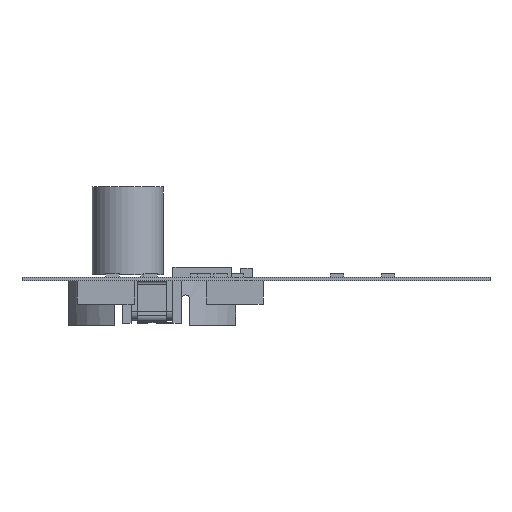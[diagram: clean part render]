
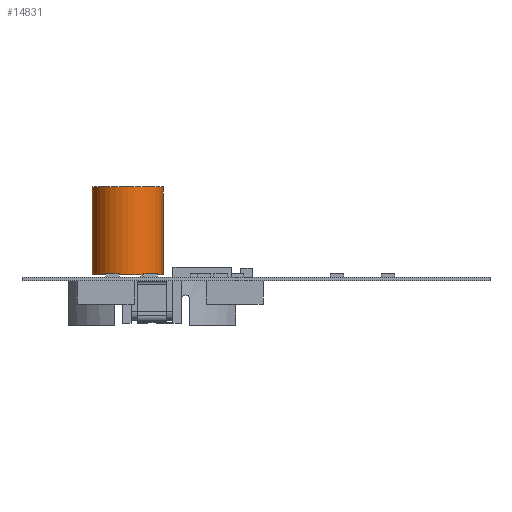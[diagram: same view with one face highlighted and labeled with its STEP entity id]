
A CAD part, left-side view. The second image highlights one B-rep face of the part: STEP entity #14831.
In plain terms, the highlighted cylindrical face has radius 4.25 mm (diameter 8.5 mm), a full revolution.
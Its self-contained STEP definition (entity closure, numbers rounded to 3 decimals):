
#14831 = ADVANCED_FACE('',(#14832),#14846,.T.);
#14832 = FACE_BOUND('',#14833,.T.);
#14833 = EDGE_LOOP('',(#14834,#14864,#14894,#14895));
#14834 = ORIENTED_EDGE('',*,*,#14835,.F.);
#14835 = EDGE_CURVE('',#14836,#14838,#14840,.T.);
#14836 = VERTEX_POINT('',#14837);
#14837 = CARTESIAN_POINT('',(4.25,0.,0.));
#14838 = VERTEX_POINT('',#14839);
#14839 = CARTESIAN_POINT('',(4.25,0.,10.5));
#14840 = SEAM_CURVE('',#14841,(#14845,#14857),.PCURVE_S1.);
#14841 = LINE('',#14842,#14843);
#14842 = CARTESIAN_POINT('',(4.25,0.,0.));
#14843 = VECTOR('',#14844,1.);
#14844 = DIRECTION('',(0.,0.,1.));
#14845 = PCURVE('',#14846,#14851);
#14846 = CYLINDRICAL_SURFACE('',#14847,4.25);
#14847 = AXIS2_PLACEMENT_3D('',#14848,#14849,#14850);
#14848 = CARTESIAN_POINT('',(0.,0.,0.));
#14849 = DIRECTION('',(0.,0.,-1.));
#14850 = DIRECTION('',(1.,0.,0.));
#14851 = DEFINITIONAL_REPRESENTATION('',(#14852),#14856);
#14852 = LINE('',#14853,#14854);
#14853 = CARTESIAN_POINT('',(6.283,0.));
#14854 = VECTOR('',#14855,1.);
#14855 = DIRECTION('',(0.,-1.));
#14856 = ( GEOMETRIC_REPRESENTATION_CONTEXT(2) 
PARAMETRIC_REPRESENTATION_CONTEXT() REPRESENTATION_CONTEXT('2D SPACE',''
  ) );
#14857 = PCURVE('',#14846,#14858);
#14858 = DEFINITIONAL_REPRESENTATION('',(#14859),#14863);
#14859 = LINE('',#14860,#14861);
#14860 = CARTESIAN_POINT('',(0.,0.));
#14861 = VECTOR('',#14862,1.);
#14862 = DIRECTION('',(0.,-1.));
#14863 = ( GEOMETRIC_REPRESENTATION_CONTEXT(2) 
PARAMETRIC_REPRESENTATION_CONTEXT() REPRESENTATION_CONTEXT('2D SPACE',''
  ) );
#14864 = ORIENTED_EDGE('',*,*,#14865,.T.);
#14865 = EDGE_CURVE('',#14836,#14836,#14866,.T.);
#14866 = SURFACE_CURVE('',#14867,(#14872,#14878),.PCURVE_S1.);
#14867 = CIRCLE('',#14868,4.25);
#14868 = AXIS2_PLACEMENT_3D('',#14869,#14870,#14871);
#14869 = CARTESIAN_POINT('',(0.,0.,0.));
#14870 = DIRECTION('',(0.,0.,1.));
#14871 = DIRECTION('',(1.,0.,0.));
#14872 = PCURVE('',#14846,#14873);
#14873 = DEFINITIONAL_REPRESENTATION('',(#14874),#14877);
#14874 = B_SPLINE_CURVE_WITH_KNOTS('',1,(#14875,#14876),.UNSPECIFIED.,
  .F.,.F.,(2,2),(0.,6.283),.PIECEWISE_BEZIER_KNOTS.);
#14875 = CARTESIAN_POINT('',(6.283,0.));
#14876 = CARTESIAN_POINT('',(0.,0.));
#14877 = ( GEOMETRIC_REPRESENTATION_CONTEXT(2) 
PARAMETRIC_REPRESENTATION_CONTEXT() REPRESENTATION_CONTEXT('2D SPACE',''
  ) );
#14878 = PCURVE('',#14879,#14884);
#14879 = PLANE('',#14880);
#14880 = AXIS2_PLACEMENT_3D('',#14881,#14882,#14883);
#14881 = CARTESIAN_POINT('',(4.25,0.,0.));
#14882 = DIRECTION('',(0.,0.,-1.));
#14883 = DIRECTION('',(-1.,0.,0.));
#14884 = DEFINITIONAL_REPRESENTATION('',(#14885),#14893);
#14885 = ( BOUNDED_CURVE() B_SPLINE_CURVE(2,(#14886,#14887,#14888,#14889
    ,#14890,#14891,#14892),.UNSPECIFIED.,.F.,.F.) 
B_SPLINE_CURVE_WITH_KNOTS((1,2,2,2,2,1),(-2.094,0.,
    2.094,4.189,6.283,8.378),
.UNSPECIFIED.) CURVE() GEOMETRIC_REPRESENTATION_ITEM() 
RATIONAL_B_SPLINE_CURVE((1.,0.5,1.,0.5,1.,0.5,1.)) REPRESENTATION_ITEM(
  '') );
#14886 = CARTESIAN_POINT('',(0.,0.));
#14887 = CARTESIAN_POINT('',(0.,7.361));
#14888 = CARTESIAN_POINT('',(6.375,3.681));
#14889 = CARTESIAN_POINT('',(12.75,0.));
#14890 = CARTESIAN_POINT('',(6.375,-3.681));
#14891 = CARTESIAN_POINT('',(0.,-7.361));
#14892 = CARTESIAN_POINT('',(0.,0.));
#14893 = ( GEOMETRIC_REPRESENTATION_CONTEXT(2) 
PARAMETRIC_REPRESENTATION_CONTEXT() REPRESENTATION_CONTEXT('2D SPACE',''
  ) );
#14894 = ORIENTED_EDGE('',*,*,#14835,.T.);
#14895 = ORIENTED_EDGE('',*,*,#14896,.F.);
#14896 = EDGE_CURVE('',#14838,#14838,#14897,.T.);
#14897 = SURFACE_CURVE('',#14898,(#14903,#14909),.PCURVE_S1.);
#14898 = CIRCLE('',#14899,4.25);
#14899 = AXIS2_PLACEMENT_3D('',#14900,#14901,#14902);
#14900 = CARTESIAN_POINT('',(0.,0.,10.5));
#14901 = DIRECTION('',(0.,0.,1.));
#14902 = DIRECTION('',(1.,0.,0.));
#14903 = PCURVE('',#14846,#14904);
#14904 = DEFINITIONAL_REPRESENTATION('',(#14905),#14908);
#14905 = B_SPLINE_CURVE_WITH_KNOTS('',1,(#14906,#14907),.UNSPECIFIED.,
  .F.,.F.,(2,2),(0.,6.283),.PIECEWISE_BEZIER_KNOTS.);
#14906 = CARTESIAN_POINT('',(6.283,-10.5));
#14907 = CARTESIAN_POINT('',(0.,-10.5));
#14908 = ( GEOMETRIC_REPRESENTATION_CONTEXT(2) 
PARAMETRIC_REPRESENTATION_CONTEXT() REPRESENTATION_CONTEXT('2D SPACE',''
  ) );
#14909 = PCURVE('',#14910,#14915);
#14910 = PLANE('',#14911);
#14911 = AXIS2_PLACEMENT_3D('',#14912,#14913,#14914);
#14912 = CARTESIAN_POINT('',(4.25,0.,10.5));
#14913 = DIRECTION('',(0.,0.,-1.));
#14914 = DIRECTION('',(-1.,0.,0.));
#14915 = DEFINITIONAL_REPRESENTATION('',(#14916),#14924);
#14916 = ( BOUNDED_CURVE() B_SPLINE_CURVE(2,(#14917,#14918,#14919,#14920
    ,#14921,#14922,#14923),.UNSPECIFIED.,.F.,.F.) 
B_SPLINE_CURVE_WITH_KNOTS((1,2,2,2,2,1),(-2.094,0.,
    2.094,4.189,6.283,8.378),
.UNSPECIFIED.) CURVE() GEOMETRIC_REPRESENTATION_ITEM() 
RATIONAL_B_SPLINE_CURVE((1.,0.5,1.,0.5,1.,0.5,1.)) REPRESENTATION_ITEM(
  '') );
#14917 = CARTESIAN_POINT('',(0.,0.));
#14918 = CARTESIAN_POINT('',(0.,7.361));
#14919 = CARTESIAN_POINT('',(6.375,3.681));
#14920 = CARTESIAN_POINT('',(12.75,0.));
#14921 = CARTESIAN_POINT('',(6.375,-3.681));
#14922 = CARTESIAN_POINT('',(0.,-7.361));
#14923 = CARTESIAN_POINT('',(0.,0.));
#14924 = ( GEOMETRIC_REPRESENTATION_CONTEXT(2) 
PARAMETRIC_REPRESENTATION_CONTEXT() REPRESENTATION_CONTEXT('2D SPACE',''
  ) );
